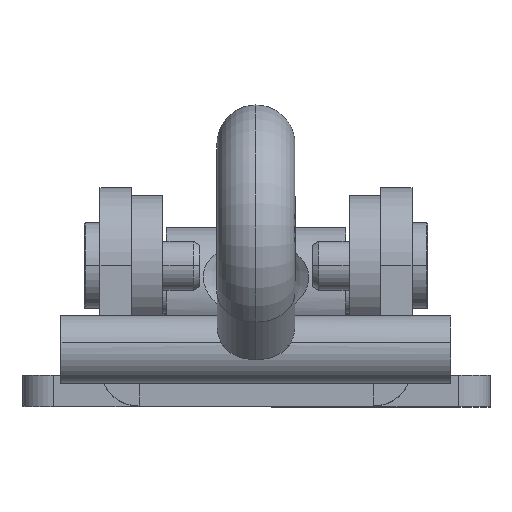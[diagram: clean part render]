
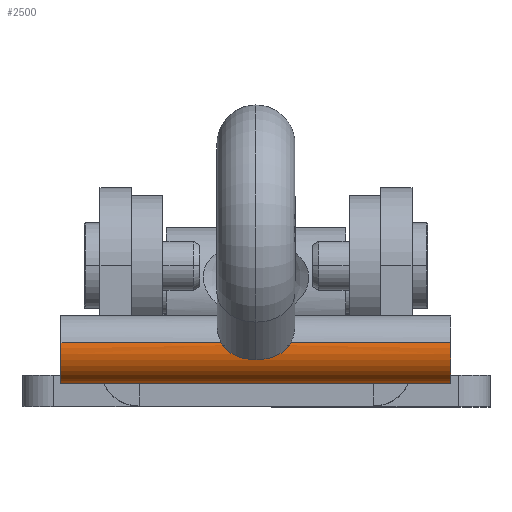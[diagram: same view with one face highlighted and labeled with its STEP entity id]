
A CAD part, top view. The second image highlights one B-rep face of the part: STEP entity #2500.
In plain terms, the highlighted cylindrical face has radius 2.19 mm (diameter 4.38 mm), a partial arc.
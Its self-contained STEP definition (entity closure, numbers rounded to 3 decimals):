
#39 = CIRCLE ( 'NONE', #598, 2.19 ) ;
#67 = CARTESIAN_POINT ( 'NONE',  ( -10.584, 2.195, -47.761 ) ) ;
#120 = ORIENTED_EDGE ( 'NONE', *, *, #351, .T. ) ;
#219 = CARTESIAN_POINT ( 'NONE',  ( -10.524, 2.222, -47.763 ) ) ;
#270 = CARTESIAN_POINT ( 'NONE',  ( -10.463, 2.247, -47.763 ) ) ;
#276 = CARTESIAN_POINT ( 'NONE',  ( -10.463, 12.5, -43.383 ) ) ;
#291 = CARTESIAN_POINT ( 'NONE',  ( -10.463, 12.5, -43.383 ) ) ;
#330 = CARTESIAN_POINT ( 'NONE',  ( -10.643, 2.167, -47.756 ) ) ;
#351 = EDGE_CURVE ( 'NONE', #3185, #4701, #2667, .T. ) ;
#460 = CARTESIAN_POINT ( 'NONE',  ( -10.463, -12.5, -43.383 ) ) ;
#525 = ORIENTED_EDGE ( 'NONE', *, *, #4694, .T. ) ;
#598 = AXIS2_PLACEMENT_3D ( 'NONE', #617, #4010, #1463 ) ;
#617 = CARTESIAN_POINT ( 'NONE',  ( -10.463, 12.5, -45.573 ) ) ;
#1017 = EDGE_CURVE ( 'NONE', #4701, #1928, #3810, .T. ) ;
#1227 = DIRECTION ( 'NONE',  ( 0., -1., 0. ) ) ;
#1232 = CARTESIAN_POINT ( 'NONE',  ( -10.463, 12.5, -47.763 ) ) ;
#1305 = LINE ( 'NONE', #2430, #4388 ) ;
#1449 = CARTESIAN_POINT ( 'NONE',  ( -10.463, 2.247, -47.763 ) ) ;
#1463 = DIRECTION ( 'NONE',  ( 0., 0., 1. ) ) ;
#1464 = ORIENTED_EDGE ( 'NONE', *, *, #2214, .T. ) ;
#1467 = DIRECTION ( 'NONE',  ( 0., -1., 0. ) ) ;
#1500 = DIRECTION ( 'NONE',  ( 0., 0., -1. ) ) ;
#1526 = VECTOR ( 'NONE', #1227, 1000. ) ;
#1527 = VERTEX_POINT ( 'NONE', #1232 ) ;
#1538 = CARTESIAN_POINT ( 'NONE',  ( -10.463, -2.247, -47.763 ) ) ;
#1549 = CARTESIAN_POINT ( 'NONE',  ( -10.463, 12.5, -47.763 ) ) ;
#1657 = ORIENTED_EDGE ( 'NONE', *, *, #3998, .F. ) ;
#1675 = VECTOR ( 'NONE', #2150, 1000. ) ;
#1687 = DIRECTION ( 'NONE',  ( 0., 1., 0. ) ) ;
#1717 = CARTESIAN_POINT ( 'NONE',  ( -10.463, -12.5, -45.573 ) ) ;
#1747 = CARTESIAN_POINT ( 'NONE',  ( -10.463, 12.5, -45.573 ) ) ;
#1838 = DIRECTION ( 'NONE',  ( 0., 0., 1. ) ) ;
#1900 = LINE ( 'NONE', #276, #3814 ) ;
#1928 = VERTEX_POINT ( 'NONE', #2791 ) ;
#2064 = FACE_OUTER_BOUND ( 'NONE', #3738, .T. ) ;
#2150 = DIRECTION ( 'NONE',  ( 0., -1., 0. ) ) ;
#2177 = CARTESIAN_POINT ( 'NONE',  ( -10.463, -2.247, -47.763 ) ) ;
#2207 = CARTESIAN_POINT ( 'NONE',  ( -10.524, -2.222, -47.763 ) ) ;
#2210 = VERTEX_POINT ( 'NONE', #1538 ) ;
#2214 = EDGE_CURVE ( 'NONE', #4365, #3244, #4381, .T. ) ;
#2220 = CARTESIAN_POINT ( 'NONE',  ( -10.584, -2.195, -47.761 ) ) ;
#2331 = CARTESIAN_POINT ( 'NONE',  ( -10.643, 12.5, -47.756 ) ) ;
#2396 = CARTESIAN_POINT ( 'NONE',  ( -10.643, 2.167, -47.756 ) ) ;
#2430 = CARTESIAN_POINT ( 'NONE',  ( -10.463, 12.5, -47.763 ) ) ;
#2473 = LINE ( 'NONE', #1549, #1526 ) ;
#2500 = ADVANCED_FACE ( 'NONE', ( #2064 ), #2829, .T. ) ;
#2605 = ORIENTED_EDGE ( 'NONE', *, *, #1017, .T. ) ;
#2667 = B_SPLINE_CURVE_WITH_KNOTS ( 'NONE', 3,
 ( #270, #219, #67, #330 ),
 .UNSPECIFIED., .F., .F.,
 ( 4, 4 ),
 ( 0.003, 0.003 ),
 .UNSPECIFIED. ) ;
#2762 = DIRECTION ( 'NONE',  ( 0., -1., 0. ) ) ;
#2791 = CARTESIAN_POINT ( 'NONE',  ( -10.643, -2.167, -47.756 ) ) ;
#2829 = CYLINDRICAL_SURFACE ( 'NONE', #3908, 2.19 ) ;
#2889 = ORIENTED_EDGE ( 'NONE', *, *, #3841, .T. ) ;
#3185 = VERTEX_POINT ( 'NONE', #1449 ) ;
#3244 = VERTEX_POINT ( 'NONE', #460 ) ;
#3365 = DIRECTION ( 'NONE',  ( 0., -1., 0. ) ) ;
#3521 = CARTESIAN_POINT ( 'NONE',  ( -10.463, -12.5, -47.763 ) ) ;
#3577 = AXIS2_PLACEMENT_3D ( 'NONE', #1717, #1687, #1838 ) ;
#3646 = CARTESIAN_POINT ( 'NONE',  ( -10.643, -2.167, -47.756 ) ) ;
#3738 = EDGE_LOOP ( 'NONE', ( #1657, #4370, #4486, #120, #2605, #525, #2889, #1464 ) ) ;
#3810 = LINE ( 'NONE', #2331, #1675 ) ;
#3814 = VECTOR ( 'NONE', #3365, 1000. ) ;
#3841 = EDGE_CURVE ( 'NONE', #2210, #4365, #1305, .T. ) ;
#3863 = B_SPLINE_CURVE_WITH_KNOTS ( 'NONE', 3,
 ( #3646, #2220, #2207, #2177 ),
 .UNSPECIFIED., .F., .F.,
 ( 4, 4 ),
 ( 0., 0. ),
 .UNSPECIFIED. ) ;
#3908 = AXIS2_PLACEMENT_3D ( 'NONE', #1747, #1467, #1500 ) ;
#3998 = EDGE_CURVE ( 'NONE', #4193, #3244, #1900, .T. ) ;
#4010 = DIRECTION ( 'NONE',  ( 0., 1., 0. ) ) ;
#4174 = EDGE_CURVE ( 'NONE', #1527, #3185, #2473, .T. ) ;
#4193 = VERTEX_POINT ( 'NONE', #291 ) ;
#4365 = VERTEX_POINT ( 'NONE', #3521 ) ;
#4370 = ORIENTED_EDGE ( 'NONE', *, *, #4407, .F. ) ;
#4381 = CIRCLE ( 'NONE', #3577, 2.19 ) ;
#4388 = VECTOR ( 'NONE', #2762, 1000. ) ;
#4407 = EDGE_CURVE ( 'NONE', #1527, #4193, #39, .T. ) ;
#4486 = ORIENTED_EDGE ( 'NONE', *, *, #4174, .T. ) ;
#4694 = EDGE_CURVE ( 'NONE', #1928, #2210, #3863, .T. ) ;
#4701 = VERTEX_POINT ( 'NONE', #2396 ) ;
